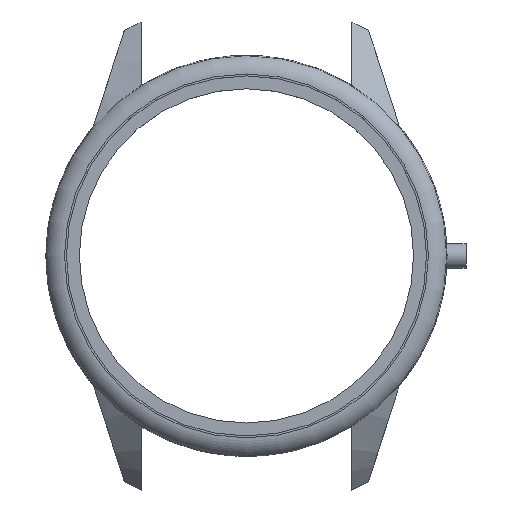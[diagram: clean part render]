
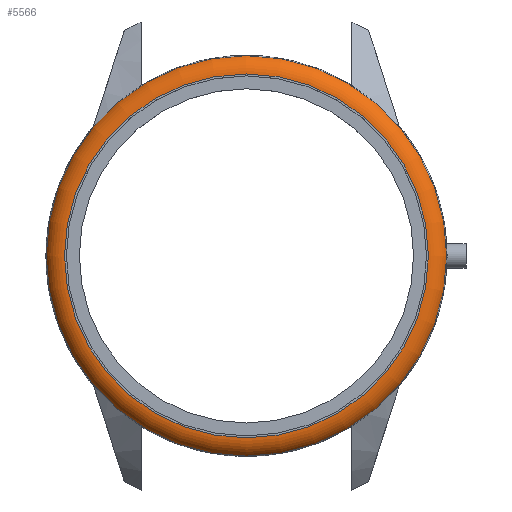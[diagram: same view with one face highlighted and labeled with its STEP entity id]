
A CAD part, top view. The second image highlights one B-rep face of the part: STEP entity #5566.
In plain terms, the highlighted toroidal (fillet/blend) face has major radius 19.05 mm and minor radius 2.146 mm.
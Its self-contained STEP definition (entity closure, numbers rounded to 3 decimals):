
#51=TOROIDAL_SURFACE('',#5906,19.05,2.146);
#310=FACE_OUTER_BOUND('',#620,.T.);
#620=EDGE_LOOP('',(#4033,#4034,#4035,#4036,#4037));
#823=CIRCLE('',#5907,20.94);
#824=CIRCLE('',#5908,2.146);
#825=CIRCLE('',#5909,19.05);
#826=CIRCLE('',#5910,20.94);
#2296=VERTEX_POINT('',#12603);
#2297=VERTEX_POINT('',#12604);
#2298=VERTEX_POINT('',#12606);
#3017=EDGE_CURVE('',#2296,#2297,#823,.T.);
#3018=EDGE_CURVE('',#2296,#2298,#824,.T.);
#3019=EDGE_CURVE('',#2298,#2298,#825,.T.);
#3020=EDGE_CURVE('',#2297,#2296,#826,.T.);
#4033=ORIENTED_EDGE('',*,*,#3017,.F.);
#4034=ORIENTED_EDGE('',*,*,#3018,.T.);
#4035=ORIENTED_EDGE('',*,*,#3019,.F.);
#4036=ORIENTED_EDGE('',*,*,#3018,.F.);
#4037=ORIENTED_EDGE('',*,*,#3020,.F.);
#5566=ADVANCED_FACE('',(#310),#51,.T.);
#5906=AXIS2_PLACEMENT_3D('',#12602,#6649,#6650);
#5907=AXIS2_PLACEMENT_3D('',#12605,#6651,#6652);
#5908=AXIS2_PLACEMENT_3D('',#12607,#6653,#6654);
#5909=AXIS2_PLACEMENT_3D('',#12608,#6655,#6656);
#5910=AXIS2_PLACEMENT_3D('',#12609,#6657,#6658);
#6649=DIRECTION('center_axis',(0.,0.,1.));
#6650=DIRECTION('ref_axis',(1.,0.,0.));
#6651=DIRECTION('center_axis',(0.,0.,-1.));
#6652=DIRECTION('ref_axis',(0.,1.,0.));
#6653=DIRECTION('center_axis',(0.,1.,0.));
#6654=DIRECTION('ref_axis',(-1.,0.,0.));
#6655=DIRECTION('center_axis',(0.,0.,1.));
#6656=DIRECTION('ref_axis',(1.,0.,0.));
#6657=DIRECTION('center_axis',(0.,0.,-1.));
#6658=DIRECTION('ref_axis',(0.,1.,0.));
#12602=CARTESIAN_POINT('Origin',(0.,0.,5.354));
#12603=CARTESIAN_POINT('',(-20.94,0.,6.37));
#12604=CARTESIAN_POINT('',(20.94,0.,6.37));
#12605=CARTESIAN_POINT('Origin',(0.,0.,6.37));
#12606=CARTESIAN_POINT('',(-19.05,0.,7.5));
#12607=CARTESIAN_POINT('Origin',(-19.05,0.,5.354));
#12608=CARTESIAN_POINT('Origin',(0.,0.,7.5));
#12609=CARTESIAN_POINT('Origin',(0.,0.,6.37));
